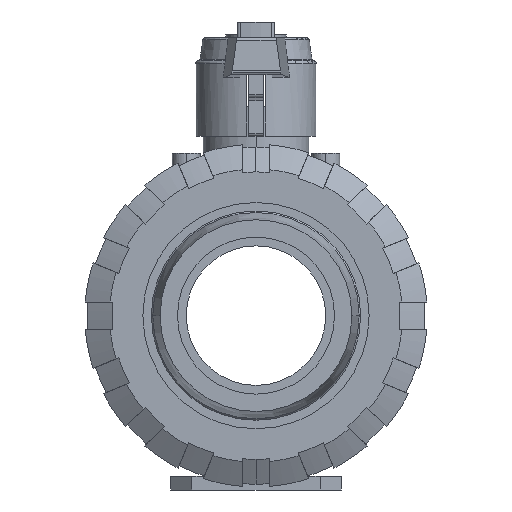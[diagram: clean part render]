
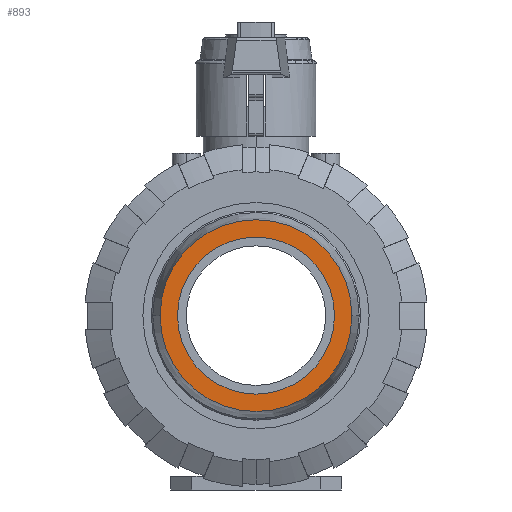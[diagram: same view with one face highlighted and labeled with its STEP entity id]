
A CAD part, left-side view. The second image highlights one B-rep face of the part: STEP entity #893.
In plain terms, the highlighted planar face has unit normal (-1, 0, 0).
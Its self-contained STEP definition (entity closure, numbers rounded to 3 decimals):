
#893=ADVANCED_FACE('',(#2008,#2009),#2010,.F.);
#2008=FACE_OUTER_BOUND('',#3405,.T.);
#2009=FACE_BOUND('',#3406,.T.);
#2010=PLANE('',#3407);
#3405=EDGE_LOOP('',(#5655,#5656));
#3406=EDGE_LOOP('',(#5657,#5658));
#3407=AXIS2_PLACEMENT_3D('',#5659,#5660,#5661);
#5655=ORIENTED_EDGE('',*,*,#9263,.F.);
#5656=ORIENTED_EDGE('',*,*,#9260,.T.);
#5657=ORIENTED_EDGE('',*,*,#9265,.F.);
#5658=ORIENTED_EDGE('',*,*,#9266,.T.);
#5659=CARTESIAN_POINT('',(-158.0,0.,100.0));
#5660=DIRECTION('',(1.0,0.,0.0));
#5661=DIRECTION('',(0.,-1.0,0.0));
#9260=EDGE_CURVE('',#11245,#11243,#11246,.T.);
#9263=EDGE_CURVE('',#11245,#11243,#11249,.T.);
#9265=EDGE_CURVE('',#11251,#11252,#11253,.T.);
#9266=EDGE_CURVE('',#11251,#11252,#11254,.T.);
#11243=VERTEX_POINT('',#14554);
#11245=VERTEX_POINT('',#14557);
#11246=CIRCLE('',#14558,55.);
#11249=CIRCLE('',#14562,55.);
#11251=VERTEX_POINT('',#14564);
#11252=VERTEX_POINT('',#14565);
#11253=CIRCLE('',#14566,45.);
#11254=CIRCLE('',#14567,45.);
#14554=CARTESIAN_POINT('',(-158.0,-55.,100.0));
#14557=CARTESIAN_POINT('',(-158.0,55.,100.0));
#14558=AXIS2_PLACEMENT_3D('',#19031,#19032,#19033);
#14562=AXIS2_PLACEMENT_3D('',#19035,#19036,#19037);
#14564=CARTESIAN_POINT('',(-158.0,45.,100.0));
#14565=CARTESIAN_POINT('',(-158.0,-45.,100.0));
#14566=AXIS2_PLACEMENT_3D('',#19038,#19039,#19040);
#14567=AXIS2_PLACEMENT_3D('',#19041,#19042,#19043);
#19031=CARTESIAN_POINT('',(-158.0,0.,100.0));
#19032=DIRECTION('',(-1.0,0.,0.0));
#19033=DIRECTION('',(0.,1.0,0.0));
#19035=CARTESIAN_POINT('',(-158.0,0.,100.0));
#19036=DIRECTION('',(1.0,0.,0.0));
#19037=DIRECTION('',(0.,1.0,0.0));
#19038=CARTESIAN_POINT('',(-158.0,0.,100.0));
#19039=DIRECTION('',(-1.0,0.,0.0));
#19040=DIRECTION('',(0.,1.0,0.0));
#19041=CARTESIAN_POINT('',(-158.0,0.,100.0));
#19042=DIRECTION('',(1.0,0.,0.0));
#19043=DIRECTION('',(0.,1.0,0.0));
